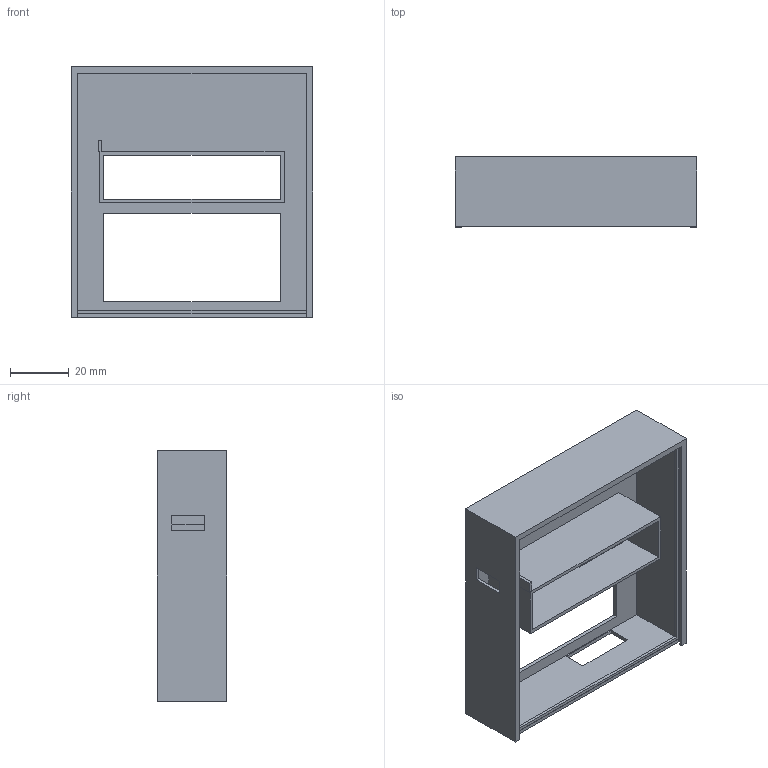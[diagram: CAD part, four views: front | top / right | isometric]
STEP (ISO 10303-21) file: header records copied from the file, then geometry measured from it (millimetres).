
FILE_DESCRIPTION (( 'STEP AP214' ), '1' );
FILE_NAME ('NewCase.STEP', '2020-07-17T04:41:49', ( '' ), ( '' ), 'SwSTEP 2.0', 'SolidWorks 2019', '' );
FILE_SCHEMA (( 'AUTOMOTIVE_DESIGN' ));
Length unit declared in the file: millimetre
Products named in the file (1): NewCase
Bounding box: 82 x 23.7 x 85 mm (x, y, z)
Volume: 17767.3 mm3; surface area: 30789.3 mm2
Topology: 1 solids, 1 shells, 59 faces, 162 edges, 108 vertices
Faces by surface type: plane 59
Entity records: 1890 total; most frequent: CARTESIAN_POINT 330, ORIENTED_EDGE 324, DIRECTION 282, LINE 162, VECTOR 162, EDGE_CURVE 162, VERTEX_POINT 108, EDGE_LOOP 72
